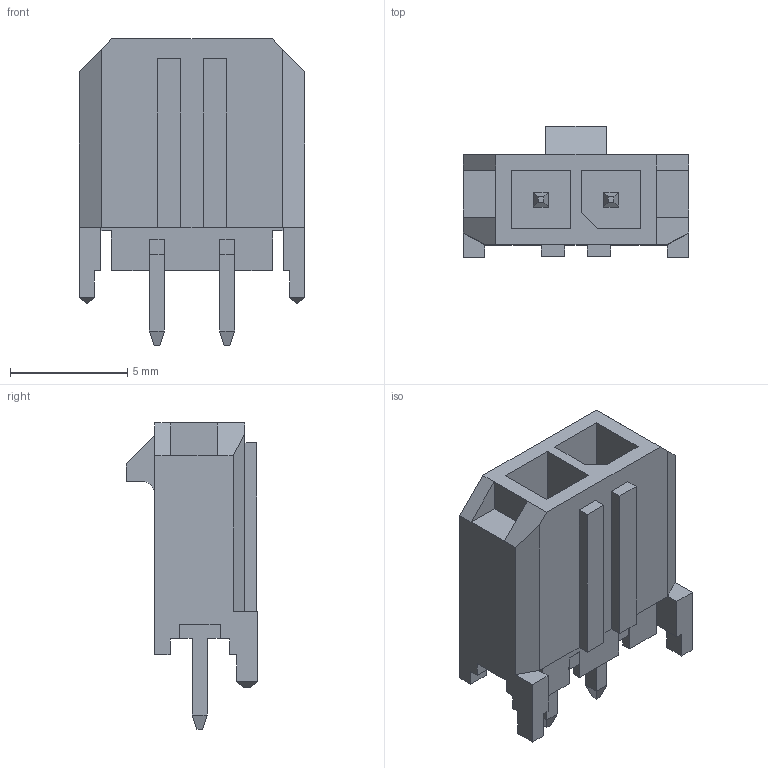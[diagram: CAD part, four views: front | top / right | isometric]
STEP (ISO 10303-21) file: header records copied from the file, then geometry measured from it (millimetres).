
FILE_DESCRIPTION(('CAx-IF Rec.Pracs.---Model Styling and Organization---1.5---2016-08-15','CAx-IF Rec.Pracs.---Geometric and Assembly Validation Properties---4.4---2016-08-17','CAx-IF Rec.Pracs.---User Defined Attributes---1.5---2016-08-15','CAx-IF Rec.Pracs.---External References---2.1---2005-01-19'),'2;1');
FILE_NAME('1498287.step','2023-02-23T14:06:44',('Unspecified'),('Unspecified'),'CAD Exchanger 3.8.1 (cadexchanger.com)','Unspecified','');
FILE_SCHEMA(('AUTOMOTIVE_DESIGN { 1 0 10303 214 1 1 1 1 }'));
Length unit declared in the file: millimetre
Products named in the file (1): 436500229
Bounding box: 9.65 x 5.61 x 13.08 mm (x, y, z)
Volume: 259.1 mm3; surface area: 585 mm2
Topology: 2 solids, 2 shells, 180 faces, 471 edges, 300 vertices
Faces by surface type: plane 179, cylinder 1
Entity records: 5369 total; most frequent: CARTESIAN_POINT 952, ORIENTED_EDGE 942, DIRECTION 835, EDGE_CURVE 471, LINE 469, VECTOR 469, VERTEX_POINT 300, FACE_BOUND 185
